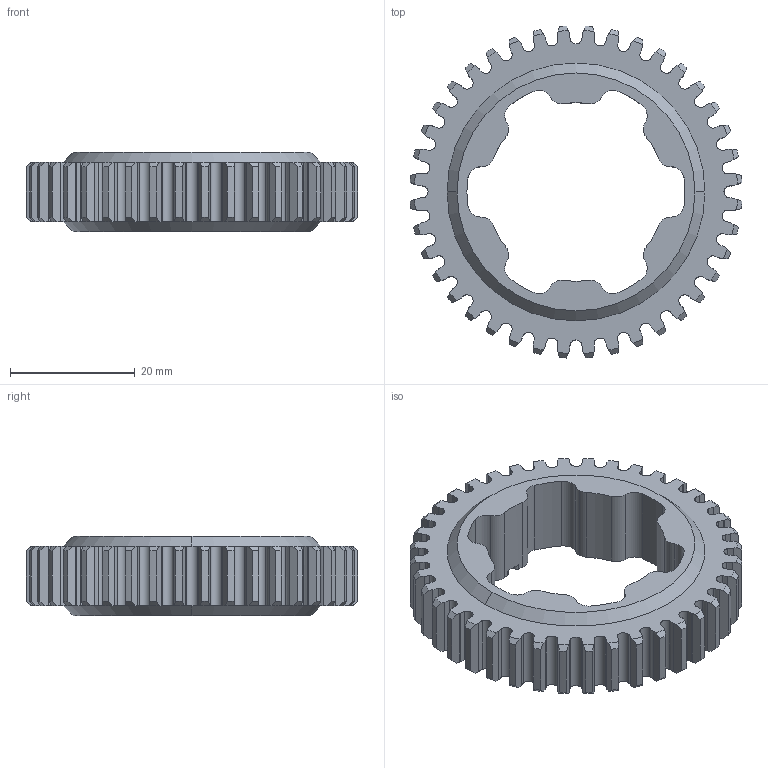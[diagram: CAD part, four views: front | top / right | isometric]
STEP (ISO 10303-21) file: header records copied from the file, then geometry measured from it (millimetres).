
FILE_DESCRIPTION (( 'STEP AP203' ), '1' );
FILE_NAME ('REV-21-3014.STEP', '2022-04-04T19:46:59', ( '' ), ( '' ), 'SwSTEP 2.0', 'SolidWorks 2022', '' );
FILE_SCHEMA (( 'CONFIG_CONTROL_DESIGN' ));
Length unit declared in the file: inch
Products named in the file (1): REV-21-3014
Bounding box: 53.15 x 53.15 x 12.7 mm (x, y, z)
Volume: 12732.8 mm3; surface area: 7091.5 mm2
Topology: 1 solids, 1 shells, 469 faces, 1398 edges, 932 vertices
Faces by surface type: bspline 160, cylinder 138, plane 87, cone 84
Entity records: 20185 total; most frequent: CARTESIAN_POINT 8566, ORIENTED_EDGE 2796, DIRECTION 1904, EDGE_CURVE 1398, VERTEX_POINT 932, AXIS2_PLACEMENT_3D 678, LINE 548, VECTOR 548
